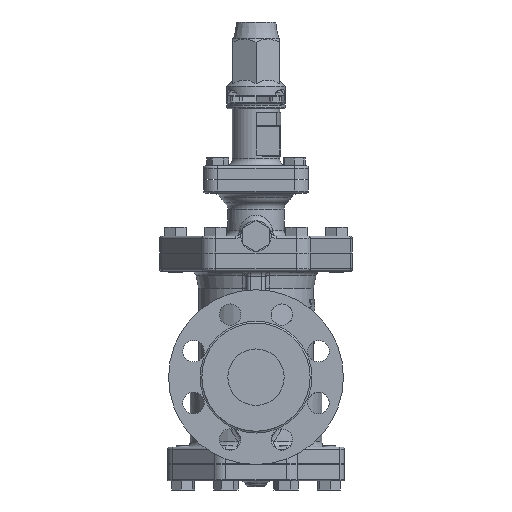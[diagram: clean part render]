
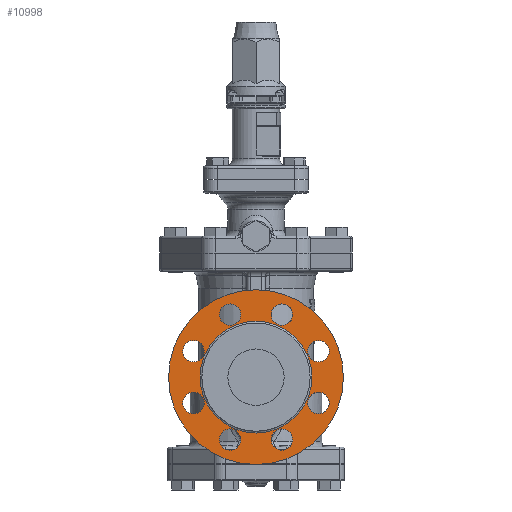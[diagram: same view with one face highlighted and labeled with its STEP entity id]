
A CAD part, left-side view. The second image highlights one B-rep face of the part: STEP entity #10998.
In plain terms, the highlighted planar face has unit normal (-1, 0, 0).
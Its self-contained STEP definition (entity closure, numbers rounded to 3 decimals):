
#2093=FACE_BOUND('',#3264,.T.);
#2094=FACE_BOUND('',#3265,.T.);
#2095=FACE_BOUND('',#3266,.T.);
#2096=FACE_BOUND('',#3267,.T.);
#2097=FACE_BOUND('',#3268,.T.);
#2098=FACE_BOUND('',#3269,.T.);
#2099=FACE_BOUND('',#3270,.T.);
#2100=FACE_BOUND('',#3271,.T.);
#2101=FACE_BOUND('',#3272,.T.);
#2220=PLANE('',#11745);
#2517=FACE_OUTER_BOUND('',#3263,.T.);
#3263=EDGE_LOOP('',(#7656));
#3264=EDGE_LOOP('',(#7657));
#3265=EDGE_LOOP('',(#7658));
#3266=EDGE_LOOP('',(#7659));
#3267=EDGE_LOOP('',(#7660));
#3268=EDGE_LOOP('',(#7661));
#3269=EDGE_LOOP('',(#7662));
#3270=EDGE_LOOP('',(#7663));
#3271=EDGE_LOOP('',(#7664));
#3272=EDGE_LOOP('',(#7665));
#4322=CIRCLE('',#11742,49.6);
#4324=CIRCLE('',#11746,77.5);
#4325=CIRCLE('',#11747,9.5);
#4326=CIRCLE('',#11748,9.5);
#4327=CIRCLE('',#11749,9.5);
#4328=CIRCLE('',#11750,9.5);
#4329=CIRCLE('',#11751,9.5);
#4330=CIRCLE('',#11752,9.5);
#4331=CIRCLE('',#11753,9.5);
#4332=CIRCLE('',#11754,9.5);
#4936=VERTEX_POINT('',#17578);
#4938=VERTEX_POINT('',#17584);
#4939=VERTEX_POINT('',#17586);
#4940=VERTEX_POINT('',#17588);
#4941=VERTEX_POINT('',#17590);
#4942=VERTEX_POINT('',#17592);
#4943=VERTEX_POINT('',#17594);
#4944=VERTEX_POINT('',#17596);
#4945=VERTEX_POINT('',#17598);
#4946=VERTEX_POINT('',#17600);
#5987=EDGE_CURVE('',#4936,#4936,#4322,.T.);
#5989=EDGE_CURVE('',#4938,#4938,#4324,.T.);
#5990=EDGE_CURVE('',#4939,#4939,#4325,.T.);
#5991=EDGE_CURVE('',#4940,#4940,#4326,.T.);
#5992=EDGE_CURVE('',#4941,#4941,#4327,.T.);
#5993=EDGE_CURVE('',#4942,#4942,#4328,.T.);
#5994=EDGE_CURVE('',#4943,#4943,#4329,.T.);
#5995=EDGE_CURVE('',#4944,#4944,#4330,.T.);
#5996=EDGE_CURVE('',#4945,#4945,#4331,.T.);
#5997=EDGE_CURVE('',#4946,#4946,#4332,.T.);
#7656=ORIENTED_EDGE('',*,*,#5989,.F.);
#7657=ORIENTED_EDGE('',*,*,#5990,.F.);
#7658=ORIENTED_EDGE('',*,*,#5991,.F.);
#7659=ORIENTED_EDGE('',*,*,#5992,.F.);
#7660=ORIENTED_EDGE('',*,*,#5993,.F.);
#7661=ORIENTED_EDGE('',*,*,#5994,.F.);
#7662=ORIENTED_EDGE('',*,*,#5995,.F.);
#7663=ORIENTED_EDGE('',*,*,#5996,.F.);
#7664=ORIENTED_EDGE('',*,*,#5997,.F.);
#7665=ORIENTED_EDGE('',*,*,#5987,.F.);
#10998=ADVANCED_FACE('',(#2517,#2093,#2094,#2095,#2096,#2097,#2098,#2099,
#2100,#2101),#2220,.F.);
#11742=AXIS2_PLACEMENT_3D('',#17579,#13003,#13004);
#11745=AXIS2_PLACEMENT_3D('',#17583,#13009,#13010);
#11746=AXIS2_PLACEMENT_3D('',#17585,#13011,#13012);
#11747=AXIS2_PLACEMENT_3D('',#17587,#13013,#13014);
#11748=AXIS2_PLACEMENT_3D('',#17589,#13015,#13016);
#11749=AXIS2_PLACEMENT_3D('',#17591,#13017,#13018);
#11750=AXIS2_PLACEMENT_3D('',#17593,#13019,#13020);
#11751=AXIS2_PLACEMENT_3D('',#17595,#13021,#13022);
#11752=AXIS2_PLACEMENT_3D('',#17597,#13023,#13024);
#11753=AXIS2_PLACEMENT_3D('',#17599,#13025,#13026);
#11754=AXIS2_PLACEMENT_3D('',#17601,#13027,#13028);
#13003=DIRECTION('center_axis',(-1.,0.,0.));
#13004=DIRECTION('ref_axis',(0.,0.,1.));
#13009=DIRECTION('center_axis',(1.,0.,0.));
#13010=DIRECTION('ref_axis',(0.,0.,-1.));
#13011=DIRECTION('center_axis',(1.,0.,0.));
#13012=DIRECTION('ref_axis',(0.,0.,1.));
#13013=DIRECTION('center_axis',(-1.,0.,0.));
#13014=DIRECTION('ref_axis',(0.,-0.707,-0.707));
#13015=DIRECTION('center_axis',(-1.,0.,0.));
#13016=DIRECTION('ref_axis',(0.,-1.,0.));
#13017=DIRECTION('center_axis',(-1.,0.,0.));
#13018=DIRECTION('ref_axis',(0.,-0.707,0.707));
#13019=DIRECTION('center_axis',(-1.,0.,0.));
#13020=DIRECTION('ref_axis',(0.,0.,1.));
#13021=DIRECTION('center_axis',(-1.,0.,0.));
#13022=DIRECTION('ref_axis',(0.,0.707,0.707));
#13023=DIRECTION('center_axis',(-1.,0.,0.));
#13024=DIRECTION('ref_axis',(0.,1.,0.));
#13025=DIRECTION('center_axis',(-1.,0.,0.));
#13026=DIRECTION('ref_axis',(0.,0.707,-0.707));
#13027=DIRECTION('center_axis',(-1.,0.,0.));
#13028=DIRECTION('ref_axis',(0.,0.,-1.));
#17578=CARTESIAN_POINT('',(-127.5,0.,-49.6));
#17579=CARTESIAN_POINT('Origin',(-127.5,0.,0.));
#17583=CARTESIAN_POINT('Origin',(-127.5,0.,0.));
#17584=CARTESIAN_POINT('',(-127.5,0.,-77.5));
#17585=CARTESIAN_POINT('Origin',(-127.5,0.,0.));
#17586=CARTESIAN_POINT('',(-127.5,62.15,29.679));
#17587=CARTESIAN_POINT('Origin',(-127.5,55.433,22.961));
#17588=CARTESIAN_POINT('',(-127.5,64.933,-22.961));
#17589=CARTESIAN_POINT('Origin',(-127.5,55.433,-22.961));
#17590=CARTESIAN_POINT('',(-127.5,29.679,-62.15));
#17591=CARTESIAN_POINT('Origin',(-127.5,22.961,-55.433));
#17592=CARTESIAN_POINT('',(-127.5,-22.961,-64.933));
#17593=CARTESIAN_POINT('Origin',(-127.5,-22.961,-55.433));
#17594=CARTESIAN_POINT('',(-127.5,-55.433,-32.461));
#17595=CARTESIAN_POINT('Origin',(-127.5,-55.433,-22.961));
#17596=CARTESIAN_POINT('',(-127.5,-55.433,13.461));
#17597=CARTESIAN_POINT('Origin',(-127.5,-55.433,22.961));
#17598=CARTESIAN_POINT('',(-127.5,-22.961,45.933));
#17599=CARTESIAN_POINT('Origin',(-127.5,-22.961,55.433));
#17600=CARTESIAN_POINT('',(-127.5,22.961,45.933));
#17601=CARTESIAN_POINT('Origin',(-127.5,22.961,55.433));
